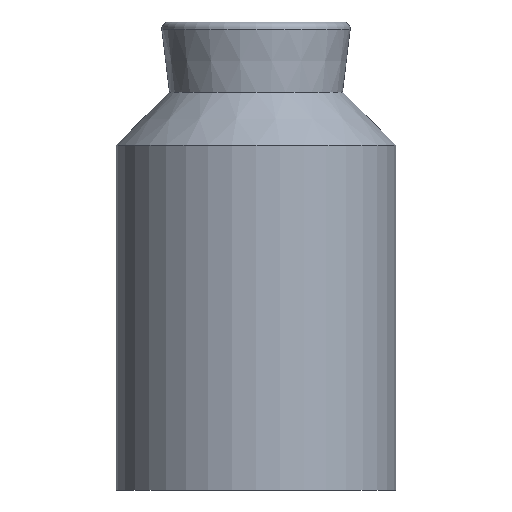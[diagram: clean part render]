
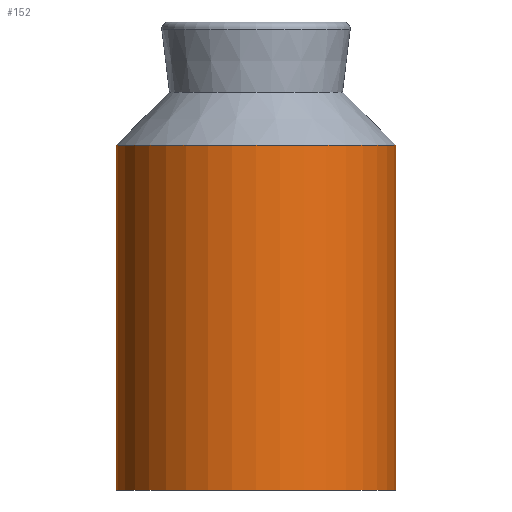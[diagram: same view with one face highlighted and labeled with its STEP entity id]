
A CAD part, front view. The second image highlights one B-rep face of the part: STEP entity #152.
In plain terms, the highlighted cylindrical face has radius 4 mm (diameter 8 mm), a full revolution.
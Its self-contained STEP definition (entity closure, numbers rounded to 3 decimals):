
#34=LINE('',#292,#39);
#39=VECTOR('',#247,4.);
#41=CYLINDRICAL_SURFACE('',#190,4.);
#51=FACE_OUTER_BOUND('',#62,.T.);
#62=EDGE_LOOP('',(#137,#138,#139,#140));
#69=CIRCLE('',#179,4.);
#75=CIRCLE('',#189,4.);
#81=VERTEX_POINT('',#272);
#86=VERTEX_POINT('',#288);
#95=EDGE_CURVE('',#81,#81,#69,.T.);
#103=EDGE_CURVE('',#86,#86,#75,.T.);
#104=EDGE_CURVE('',#86,#81,#34,.T.);
#137=ORIENTED_EDGE('',*,*,#103,.F.);
#138=ORIENTED_EDGE('',*,*,#104,.T.);
#139=ORIENTED_EDGE('',*,*,#95,.F.);
#140=ORIENTED_EDGE('',*,*,#104,.F.);
#152=ADVANCED_FACE('',(#51),#41,.T.);
#179=AXIS2_PLACEMENT_3D('',#273,#221,#222);
#189=AXIS2_PLACEMENT_3D('',#290,#243,#244);
#190=AXIS2_PLACEMENT_3D('',#291,#245,#246);
#221=DIRECTION('center_axis',(0.,0.,-1.));
#222=DIRECTION('ref_axis',(1.,0.,0.));
#243=DIRECTION('center_axis',(0.,0.,1.));
#244=DIRECTION('ref_axis',(1.,0.,0.));
#245=DIRECTION('center_axis',(0.,0.,1.));
#246=DIRECTION('ref_axis',(1.,0.,0.));
#247=DIRECTION('',(0.,0.,-1.));
#272=CARTESIAN_POINT('',(-51.3,14.,12.2));
#273=CARTESIAN_POINT('Origin',(-47.3,14.,12.2));
#288=CARTESIAN_POINT('',(-51.3,14.,22.069));
#290=CARTESIAN_POINT('Origin',(-47.3,14.,22.069));
#291=CARTESIAN_POINT('Origin',(-47.3,14.,22.2));
#292=CARTESIAN_POINT('',(-51.3,14.,22.2));
